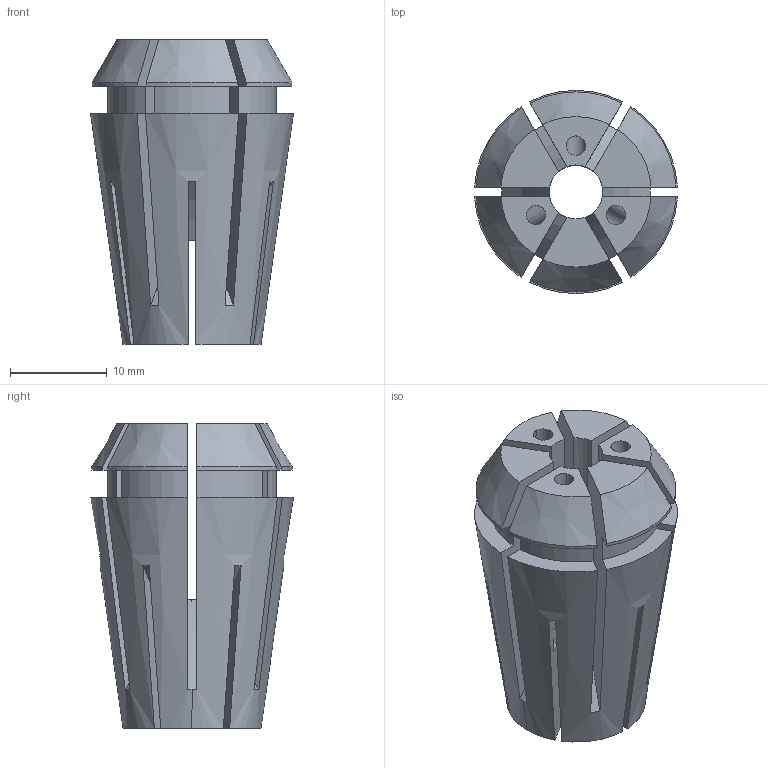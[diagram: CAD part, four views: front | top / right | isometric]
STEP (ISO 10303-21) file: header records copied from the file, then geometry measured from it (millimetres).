
FILE_DESCRIPTION (( 'STEP AP203' ), '1' );
FILE_NAME ('STP-5250-112-020-A14-0(04421-0.219).STEP', '2022-08-03T02:19:21', ( '' ), ( '' ), 'SwSTEP 2.0', 'SolidWorks 2017', '' );
FILE_SCHEMA (( 'CONFIG_CONTROL_DESIGN' ));
Length unit declared in the file: millimetre
Products named in the file (1): STP-5250-112-020-A14-0(04421-0.219)
Bounding box: 20.98 x 21 x 31.5 mm (x, y, z)
Volume: 5678.8 mm3; surface area: 5501.2 mm2
Topology: 1 solids, 1 shells, 100 faces, 309 edges, 206 vertices
Faces by surface type: plane 51, cylinder 41, cone 8
Entity records: 3778 total; most frequent: CARTESIAN_POINT 980, ORIENTED_EDGE 618, DIRECTION 541, EDGE_CURVE 309, AXIS2_PLACEMENT_3D 207, VERTEX_POINT 206, LINE 127, VECTOR 127
